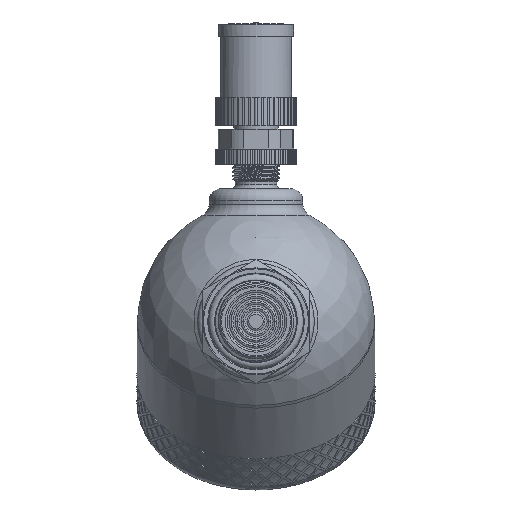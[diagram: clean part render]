
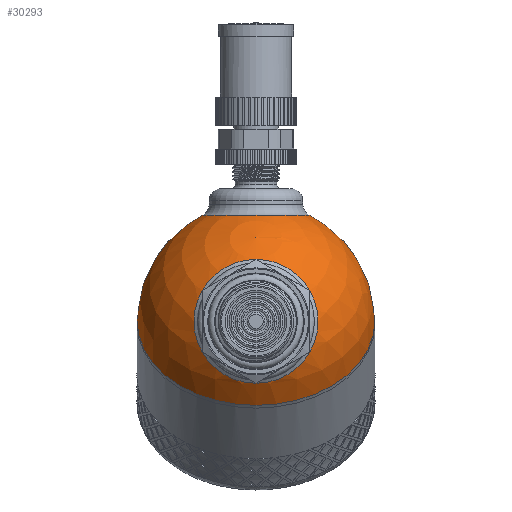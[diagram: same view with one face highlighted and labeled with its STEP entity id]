
A CAD part, left-side view. The second image highlights one B-rep face of the part: STEP entity #30293.
In plain terms, the highlighted spherical face has radius 30 mm.
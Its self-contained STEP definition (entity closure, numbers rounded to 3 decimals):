
#43=SPHERICAL_SURFACE('',#31587,30.);
#418=FACE_BOUND('',#10216,.T.);
#419=FACE_BOUND('',#10217,.T.);
#8146=FACE_OUTER_BOUND('',#10215,.T.);
#10215=EDGE_LOOP('',(#26446,#26447,#26448,#26449));
#10216=EDGE_LOOP('',(#26450));
#10217=EDGE_LOOP('',(#26451));
#10976=CIRCLE('',#31584,15.643);
#10979=CIRCLE('',#31588,30.);
#10980=CIRCLE('',#31589,30.);
#10981=CIRCLE('',#31590,30.);
#10982=CIRCLE('',#31591,13.5);
#13927=VERTEX_POINT('',#67236);
#13929=VERTEX_POINT('',#67242);
#13930=VERTEX_POINT('',#67243);
#13931=VERTEX_POINT('',#67245);
#13932=VERTEX_POINT('',#67248);
#18210=EDGE_CURVE('',#13927,#13927,#10976,.T.);
#18213=EDGE_CURVE('',#13929,#13930,#10979,.T.);
#18214=EDGE_CURVE('',#13929,#13931,#10980,.T.);
#18215=EDGE_CURVE('',#13930,#13929,#10981,.T.);
#18216=EDGE_CURVE('',#13932,#13932,#10982,.T.);
#26446=ORIENTED_EDGE('',*,*,#18213,.F.);
#26447=ORIENTED_EDGE('',*,*,#18214,.T.);
#26448=ORIENTED_EDGE('',*,*,#18214,.F.);
#26449=ORIENTED_EDGE('',*,*,#18215,.F.);
#26450=ORIENTED_EDGE('',*,*,#18210,.F.);
#26451=ORIENTED_EDGE('',*,*,#18216,.F.);
#30293=ADVANCED_FACE('',(#8146,#418,#419),#43,.T.);
#31584=AXIS2_PLACEMENT_3D('',#67237,#34840,#34841);
#31587=AXIS2_PLACEMENT_3D('',#67241,#34846,#34847);
#31588=AXIS2_PLACEMENT_3D('',#67244,#34848,#34849);
#31589=AXIS2_PLACEMENT_3D('',#67246,#34850,#34851);
#31590=AXIS2_PLACEMENT_3D('',#67247,#34852,#34853);
#31591=AXIS2_PLACEMENT_3D('',#67249,#34854,#34855);
#34840=DIRECTION('center_axis',(-0.707,0.,0.707));
#34841=DIRECTION('ref_axis',(0.707,0.,0.707));
#34846=DIRECTION('center_axis',(1.,0.,0.));
#34847=DIRECTION('ref_axis',(0.,-1.,0.));
#34848=DIRECTION('center_axis',(1.,0.,0.));
#34849=DIRECTION('ref_axis',(0.,1.,0.));
#34850=DIRECTION('center_axis',(0.,0.,1.));
#34851=DIRECTION('ref_axis',(0.,1.,0.));
#34852=DIRECTION('center_axis',(1.,0.,0.));
#34853=DIRECTION('ref_axis',(0.,1.,0.));
#34854=DIRECTION('center_axis',(-0.707,0.,-0.707));
#34855=DIRECTION('ref_axis',(-0.707,0.,0.707));
#67236=CARTESIAN_POINT('',(-29.162,0.,7.04));
#67237=CARTESIAN_POINT('Origin',(-18.101,0.,18.101));
#67241=CARTESIAN_POINT('Origin',(0.,0.,0.));
#67242=CARTESIAN_POINT('',(0.,30.,0.));
#67243=CARTESIAN_POINT('',(0.,-30.,0.));
#67244=CARTESIAN_POINT('Origin',(0.,0.,0.));
#67245=CARTESIAN_POINT('',(-30.,0.,0.));
#67246=CARTESIAN_POINT('Origin',(0.,0.,0.));
#67247=CARTESIAN_POINT('Origin',(0.,0.,0.));
#67248=CARTESIAN_POINT('',(-9.398,0.,-28.49));
#67249=CARTESIAN_POINT('Origin',(-18.944,0.,-18.944));
